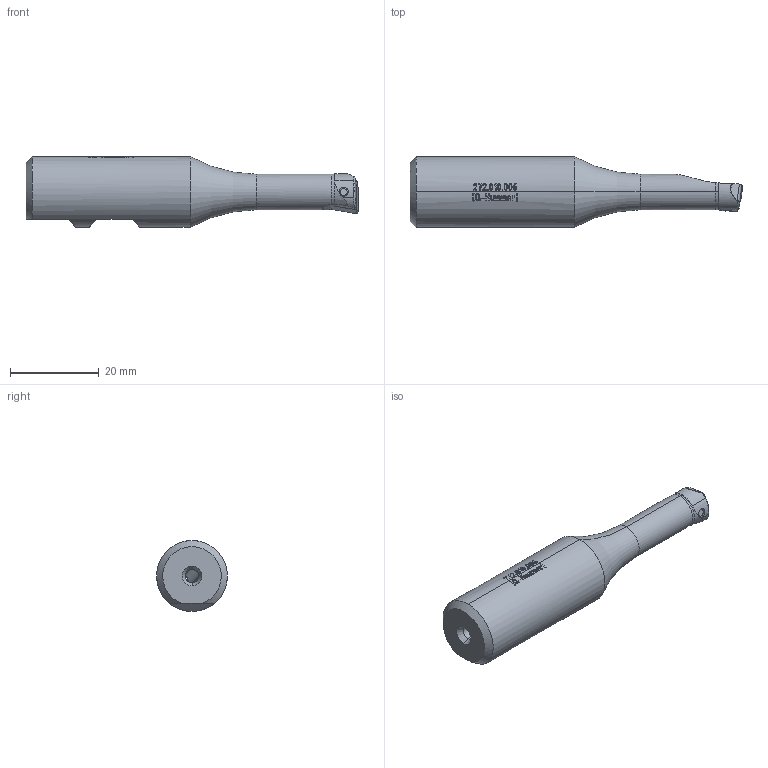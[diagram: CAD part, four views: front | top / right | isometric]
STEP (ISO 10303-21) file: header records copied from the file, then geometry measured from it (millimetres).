
FILE_DESCRIPTION (( 'STEP AP203' ), '1' );
FILE_NAME ('254.010.006.075.STEP', '2018-09-18T13:47:52', ( 'SWIAdmin' ), ( 'Hewlett-Packard Company' ), 'SwSTEP 2.0', 'SolidWorks 2017', '' );
FILE_SCHEMA (( 'CONFIG_CONTROL_DESIGN' ));
Length unit declared in the file: millimetre
Products named in the file (4): 254.010.006.075; B10-WCA.K11.075_C_mit beschriftung; CCMT060204; WCA-ER2.001.005_A
Assembly tree (3 placements, depth 2):
  254.010.006.075
    B10-WCA.K11.075_C_mit beschriftung
    CCMT060204
    WCA-ER2.001.005_A
Bounding box: 75 x 16 x 16 mm (x, y, z)
Volume: 9033.5 mm3; surface area: 3914.6 mm2
Topology: 3 solids, 3 shells, 163 faces, 651 edges, 517 vertices
Faces by surface type: cylinder 70, plane 34, cone 28, bspline 17, torus 12, sphere 2
Entity records: 10074 total; most frequent: CARTESIAN_POINT 4684, ORIENTED_EDGE 1294, DIRECTION 758, EDGE_CURVE 647, VERTEX_POINT 517, B_SPLINE_CURVE_WITH_KNOTS 304, AXIS2_PLACEMENT_3D 303, EDGE_LOOP 196
